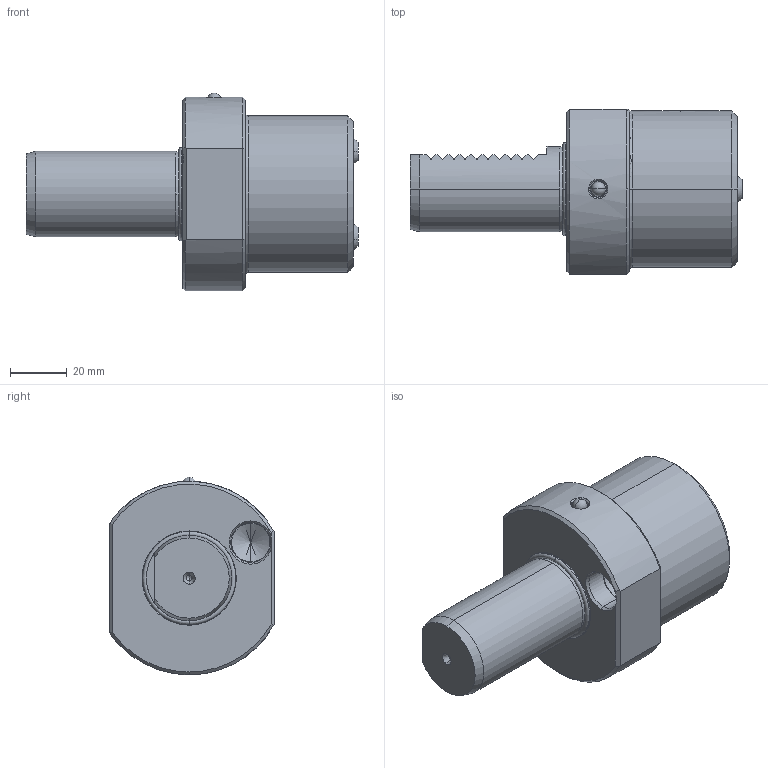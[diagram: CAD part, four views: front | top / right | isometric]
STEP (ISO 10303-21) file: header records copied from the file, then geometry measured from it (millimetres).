
FILE_DESCRIPTION (( 'STEP AP203' ), '1' );
FILE_NAME ('309.52.08.STEP', '2016-11-26T06:45:48', ( '' ), ( '' ), 'SwSTEP 2.0', 'SolidWorks 2012', '' );
FILE_SCHEMA (( 'CONFIG_CONTROL_DESIGN' ));
Products named in the file (8): 6止水鉚珠; 管螺文螺絲; 309.52.08; 2-44100006N4出水銅嘴; O型環; VDI30       E2_08; M6x20; 皿頭_M4xP0.7x8L
Assembly tree (11 placements, depth 2):
  309.52.08
    VDI30       E2_08
    皿頭_M4xP0.7x8L  x2
    M6x20  x3
    O型環
    管螺文螺絲
    2-44100006N4出水銅嘴  x2
    6止水鉚珠
Bounding box: 116.6 x 58 x 69.46 mm (x, y, z)
Volume: 191695.1 mm3; surface area: 34828 mm2
Topology: 12 solids, 12 shells, 686 faces, 1845 edges, 1169 vertices
Faces by surface type: cylinder 315, cone 193, plane 113, bspline 45, torus 14, sphere 6
Entity records: 55225 total; most frequent: CARTESIAN_POINT 41304, ORIENTED_EDGE 3190, DIRECTION 2232, EDGE_CURVE 1595, VERTEX_POINT 1014, AXIS2_PLACEMENT_3D 837, EDGE_LOOP 623, FACE_OUTER_BOUND 600
